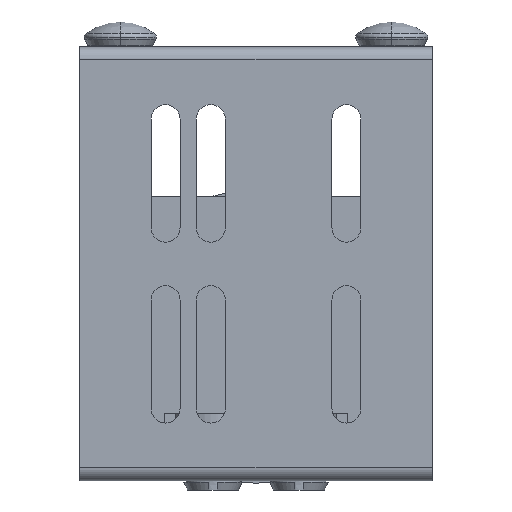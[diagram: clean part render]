
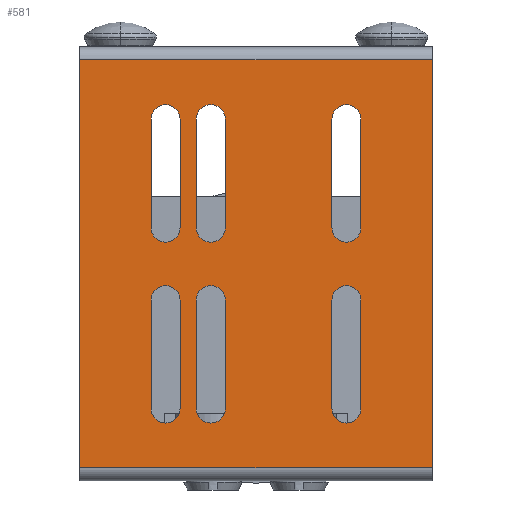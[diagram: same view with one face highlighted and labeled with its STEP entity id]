
A CAD part, left-side view. The second image highlights one B-rep face of the part: STEP entity #581.
In plain terms, the highlighted planar face has unit normal (-1, 0, 0).
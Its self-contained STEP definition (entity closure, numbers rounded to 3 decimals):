
#581=ADVANCED_FACE('',(#1584,#1585,#1586,#1587,#1588,#1589,#1590),#1591,.T.);
#1584=FACE_BOUND('',#3083,.T.);
#1585=FACE_BOUND('',#3084,.T.);
#1586=FACE_BOUND('',#3085,.T.);
#1587=FACE_BOUND('',#3086,.T.);
#1588=FACE_BOUND('',#3087,.T.);
#1589=FACE_BOUND('',#3088,.T.);
#1590=FACE_OUTER_BOUND('',#3089,.T.);
#1591=PLANE('',#3090);
#3083=EDGE_LOOP('',(#4826,#4827,#4828,#4829));
#3084=EDGE_LOOP('',(#4830,#4831,#4832,#4833));
#3085=EDGE_LOOP('',(#4834,#4835,#4836,#4837));
#3086=EDGE_LOOP('',(#4838,#4839,#4840,#4841));
#3087=EDGE_LOOP('',(#4842,#4843,#4844,#4845));
#3088=EDGE_LOOP('',(#4846,#4847,#4848,#4849));
#3089=EDGE_LOOP('',(#4850,#4851,#4852,#4853));
#3090=AXIS2_PLACEMENT_3D('',#4854,#4855,#4856);
#4826=ORIENTED_EDGE('',*,*,#8609,.T.);
#4827=ORIENTED_EDGE('',*,*,#8737,.T.);
#4828=ORIENTED_EDGE('',*,*,#8614,.T.);
#4829=ORIENTED_EDGE('',*,*,#8738,.T.);
#4830=ORIENTED_EDGE('',*,*,#8619,.T.);
#4831=ORIENTED_EDGE('',*,*,#8739,.T.);
#4832=ORIENTED_EDGE('',*,*,#8624,.T.);
#4833=ORIENTED_EDGE('',*,*,#8740,.T.);
#4834=ORIENTED_EDGE('',*,*,#8629,.T.);
#4835=ORIENTED_EDGE('',*,*,#8741,.T.);
#4836=ORIENTED_EDGE('',*,*,#8634,.T.);
#4837=ORIENTED_EDGE('',*,*,#8742,.T.);
#4838=ORIENTED_EDGE('',*,*,#8639,.T.);
#4839=ORIENTED_EDGE('',*,*,#8743,.T.);
#4840=ORIENTED_EDGE('',*,*,#8644,.T.);
#4841=ORIENTED_EDGE('',*,*,#8744,.T.);
#4842=ORIENTED_EDGE('',*,*,#8649,.T.);
#4843=ORIENTED_EDGE('',*,*,#8745,.T.);
#4844=ORIENTED_EDGE('',*,*,#8654,.T.);
#4845=ORIENTED_EDGE('',*,*,#8746,.T.);
#4846=ORIENTED_EDGE('',*,*,#8659,.T.);
#4847=ORIENTED_EDGE('',*,*,#8747,.T.);
#4848=ORIENTED_EDGE('',*,*,#8664,.T.);
#4849=ORIENTED_EDGE('',*,*,#8748,.T.);
#4850=ORIENTED_EDGE('',*,*,#8681,.T.);
#4851=ORIENTED_EDGE('',*,*,#8735,.F.);
#4852=ORIENTED_EDGE('',*,*,#8749,.F.);
#4853=ORIENTED_EDGE('',*,*,#8750,.T.);
#4854=CARTESIAN_POINT('',(0.0,39.0,48.));
#4855=DIRECTION('',(-1.0,0.0,0.0));
#4856=DIRECTION('',(0.0,0.0,-1.0));
#8609=EDGE_CURVE('',#10250,#10247,#10251,.T.);
#8614=EDGE_CURVE('',#10259,#10256,#10260,.T.);
#8619=EDGE_CURVE('',#10268,#10265,#10269,.T.);
#8624=EDGE_CURVE('',#10277,#10274,#10278,.T.);
#8629=EDGE_CURVE('',#10286,#10283,#10287,.T.);
#8634=EDGE_CURVE('',#10295,#10292,#10296,.T.);
#8639=EDGE_CURVE('',#10304,#10301,#10305,.T.);
#8644=EDGE_CURVE('',#10313,#10310,#10314,.T.);
#8649=EDGE_CURVE('',#10322,#10319,#10323,.T.);
#8654=EDGE_CURVE('',#10331,#10328,#10332,.T.);
#8659=EDGE_CURVE('',#10340,#10337,#10341,.T.);
#8664=EDGE_CURVE('',#10349,#10346,#10350,.T.);
#8681=EDGE_CURVE('',#10380,#10378,#10381,.T.);
#8735=EDGE_CURVE('',#10459,#10378,#10461,.T.);
#8737=EDGE_CURVE('',#10247,#10259,#10463,.T.);
#8738=EDGE_CURVE('',#10256,#10250,#10464,.T.);
#8739=EDGE_CURVE('',#10265,#10277,#10465,.T.);
#8740=EDGE_CURVE('',#10274,#10268,#10466,.T.);
#8741=EDGE_CURVE('',#10283,#10295,#10467,.T.);
#8742=EDGE_CURVE('',#10292,#10286,#10468,.T.);
#8743=EDGE_CURVE('',#10301,#10313,#10469,.T.);
#8744=EDGE_CURVE('',#10310,#10304,#10470,.T.);
#8745=EDGE_CURVE('',#10319,#10331,#10471,.T.);
#8746=EDGE_CURVE('',#10328,#10322,#10472,.T.);
#8747=EDGE_CURVE('',#10337,#10349,#10473,.T.);
#8748=EDGE_CURVE('',#10346,#10340,#10474,.T.);
#8749=EDGE_CURVE('',#10475,#10459,#10476,.T.);
#8750=EDGE_CURVE('',#10475,#10380,#10477,.T.);
#10247=VERTEX_POINT('',#12567);
#10250=VERTEX_POINT('',#12571);
#10251=CIRCLE('',#12572,3.2);
#10256=VERTEX_POINT('',#12578);
#10259=VERTEX_POINT('',#12582);
#10260=CIRCLE('',#12583,3.2);
#10265=VERTEX_POINT('',#12589);
#10268=VERTEX_POINT('',#12593);
#10269=CIRCLE('',#12594,3.2);
#10274=VERTEX_POINT('',#12600);
#10277=VERTEX_POINT('',#12604);
#10278=CIRCLE('',#12605,3.2);
#10283=VERTEX_POINT('',#12611);
#10286=VERTEX_POINT('',#12615);
#10287=CIRCLE('',#12616,3.2);
#10292=VERTEX_POINT('',#12622);
#10295=VERTEX_POINT('',#12626);
#10296=CIRCLE('',#12627,3.2);
#10301=VERTEX_POINT('',#12633);
#10304=VERTEX_POINT('',#12637);
#10305=CIRCLE('',#12638,3.2);
#10310=VERTEX_POINT('',#12644);
#10313=VERTEX_POINT('',#12648);
#10314=CIRCLE('',#12649,3.2);
#10319=VERTEX_POINT('',#12655);
#10322=VERTEX_POINT('',#12659);
#10323=CIRCLE('',#12660,3.2);
#10328=VERTEX_POINT('',#12666);
#10331=VERTEX_POINT('',#12670);
#10332=CIRCLE('',#12671,3.2);
#10337=VERTEX_POINT('',#12677);
#10340=VERTEX_POINT('',#12681);
#10341=CIRCLE('',#12682,3.2);
#10346=VERTEX_POINT('',#12688);
#10349=VERTEX_POINT('',#12692);
#10350=CIRCLE('',#12693,3.2);
#10378=VERTEX_POINT('',#12728);
#10380=VERTEX_POINT('',#12730);
#10381=LINE('',#12731,#12732);
#10459=VERTEX_POINT('',#12846);
#10461=LINE('',#12848,#12849);
#10463=LINE('',#12851,#12852);
#10464=LINE('',#12853,#12854);
#10465=LINE('',#12855,#12856);
#10466=LINE('',#12857,#12858);
#10467=LINE('',#12859,#12860);
#10468=LINE('',#12861,#12862);
#10469=LINE('',#12863,#12864);
#10470=LINE('',#12865,#12866);
#10471=LINE('',#12867,#12868);
#10472=LINE('',#12869,#12870);
#10473=LINE('',#12871,#12872);
#10474=LINE('',#12873,#12874);
#10475=VERTEX_POINT('',#12875);
#10476=LINE('',#12876,#12877);
#10477=LINE('',#12878,#12879);
#12567=CARTESIAN_POINT('',(0.0,16.8,40.));
#12571=CARTESIAN_POINT('',(0.0,23.2,40.));
#12572=AXIS2_PLACEMENT_3D('',#15663,#15664,#15665);
#12578=CARTESIAN_POINT('',(0.0,23.2,16.));
#12582=CARTESIAN_POINT('',(0.0,16.8,16.));
#12583=AXIS2_PLACEMENT_3D('',#15671,#15672,#15673);
#12589=CARTESIAN_POINT('',(0.0,16.8,80.));
#12593=CARTESIAN_POINT('',(0.0,23.2,80.));
#12594=AXIS2_PLACEMENT_3D('',#15679,#15680,#15681);
#12600=CARTESIAN_POINT('',(0.0,23.2,56.));
#12604=CARTESIAN_POINT('',(0.0,16.8,56.));
#12605=AXIS2_PLACEMENT_3D('',#15687,#15688,#15689);
#12611=CARTESIAN_POINT('',(0.0,-23.2,40.));
#12615=CARTESIAN_POINT('',(0.0,-16.8,40.));
#12616=AXIS2_PLACEMENT_3D('',#15695,#15696,#15697);
#12622=CARTESIAN_POINT('',(0.0,-16.8,16.));
#12626=CARTESIAN_POINT('',(0.0,-23.2,16.));
#12627=AXIS2_PLACEMENT_3D('',#15703,#15704,#15705);
#12633=CARTESIAN_POINT('',(0.0,-23.2,80.));
#12637=CARTESIAN_POINT('',(0.0,-16.8,80.));
#12638=AXIS2_PLACEMENT_3D('',#15711,#15712,#15713);
#12644=CARTESIAN_POINT('',(0.0,-16.8,56.));
#12648=CARTESIAN_POINT('',(0.0,-23.2,56.));
#12649=AXIS2_PLACEMENT_3D('',#15719,#15720,#15721);
#12655=CARTESIAN_POINT('',(0.0,6.8,40.));
#12659=CARTESIAN_POINT('',(0.0,13.2,40.));
#12660=AXIS2_PLACEMENT_3D('',#15727,#15728,#15729);
#12666=CARTESIAN_POINT('',(0.0,13.2,16.));
#12670=CARTESIAN_POINT('',(0.0,6.8,16.));
#12671=AXIS2_PLACEMENT_3D('',#15735,#15736,#15737);
#12677=CARTESIAN_POINT('',(0.0,6.8,80.));
#12681=CARTESIAN_POINT('',(0.0,13.2,80.));
#12682=AXIS2_PLACEMENT_3D('',#15743,#15744,#15745);
#12688=CARTESIAN_POINT('',(0.0,13.2,56.));
#12692=CARTESIAN_POINT('',(0.0,6.8,56.));
#12693=AXIS2_PLACEMENT_3D('',#15751,#15752,#15753);
#12728=CARTESIAN_POINT('',(0.0,-39.0,93.12));
#12730=CARTESIAN_POINT('',(0.,-39.0,2.88));
#12731=CARTESIAN_POINT('',(0.0,-39.0,2.88));
#12732=VECTOR('',#15779,1.0);
#12846=CARTESIAN_POINT('',(0.0,39.0,93.12));
#12848=CARTESIAN_POINT('',(0.0,39.0,93.12));
#12849=VECTOR('',#15846,1.0);
#12851=CARTESIAN_POINT('',(0.0,16.8,41.));
#12852=VECTOR('',#15847,1.0);
#12853=CARTESIAN_POINT('',(0.0,23.2,38.));
#12854=VECTOR('',#15848,1.0);
#12855=CARTESIAN_POINT('',(0.0,16.8,61.));
#12856=VECTOR('',#15849,1.0);
#12857=CARTESIAN_POINT('',(0.0,23.2,58.));
#12858=VECTOR('',#15850,1.0);
#12859=CARTESIAN_POINT('',(0.0,-23.2,41.));
#12860=VECTOR('',#15851,1.0);
#12861=CARTESIAN_POINT('',(0.0,-16.8,38.));
#12862=VECTOR('',#15852,1.0);
#12863=CARTESIAN_POINT('',(0.0,-23.2,61.));
#12864=VECTOR('',#15853,1.0);
#12865=CARTESIAN_POINT('',(0.0,-16.8,58.));
#12866=VECTOR('',#15854,1.0);
#12867=CARTESIAN_POINT('',(0.0,6.8,41.));
#12868=VECTOR('',#15855,1.0);
#12869=CARTESIAN_POINT('',(0.0,13.2,38.));
#12870=VECTOR('',#15856,1.0);
#12871=CARTESIAN_POINT('',(0.0,6.8,61.));
#12872=VECTOR('',#15857,1.0);
#12873=CARTESIAN_POINT('',(0.0,13.2,58.));
#12874=VECTOR('',#15858,1.0);
#12875=CARTESIAN_POINT('',(0.,39.0,2.88));
#12876=CARTESIAN_POINT('',(0.0,39.0,2.88));
#12877=VECTOR('',#15859,1.0);
#12878=CARTESIAN_POINT('',(0.,39.0,2.88));
#12879=VECTOR('',#15860,1.0);
#15663=CARTESIAN_POINT('',(0.0,20.0,40.));
#15664=DIRECTION('',(1.0,-0.0,0.0));
#15665=DIRECTION('',(0.0,1.,0.));
#15671=CARTESIAN_POINT('',(0.0,20.0,16.));
#15672=DIRECTION('',(1.0,0.0,-0.0));
#15673=DIRECTION('',(0.0,-1.,0.));
#15679=CARTESIAN_POINT('',(0.0,20.0,80.));
#15680=DIRECTION('',(1.0,-0.0,0.0));
#15681=DIRECTION('',(0.0,1.,0.));
#15687=CARTESIAN_POINT('',(0.0,20.0,56.));
#15688=DIRECTION('',(1.0,0.0,-0.0));
#15689=DIRECTION('',(0.0,-1.,0.));
#15695=CARTESIAN_POINT('',(0.0,-20.0,40.));
#15696=DIRECTION('',(1.0,-0.0,0.0));
#15697=DIRECTION('',(0.0,1.,0.));
#15703=CARTESIAN_POINT('',(0.0,-20.0,16.));
#15704=DIRECTION('',(1.0,0.0,-0.0));
#15705=DIRECTION('',(0.0,-1.,0.));
#15711=CARTESIAN_POINT('',(0.0,-20.0,80.));
#15712=DIRECTION('',(1.0,-0.0,0.0));
#15713=DIRECTION('',(0.0,1.,0.));
#15719=CARTESIAN_POINT('',(0.0,-20.0,56.));
#15720=DIRECTION('',(1.0,0.0,-0.0));
#15721=DIRECTION('',(0.0,-1.,0.));
#15727=CARTESIAN_POINT('',(0.0,10.0,40.));
#15728=DIRECTION('',(1.0,-0.0,0.0));
#15729=DIRECTION('',(0.0,1.,0.));
#15735=CARTESIAN_POINT('',(0.0,10.0,16.));
#15736=DIRECTION('',(1.0,0.0,-0.0));
#15737=DIRECTION('',(0.0,-1.,0.));
#15743=CARTESIAN_POINT('',(0.0,10.0,80.));
#15744=DIRECTION('',(1.0,-0.0,0.0));
#15745=DIRECTION('',(0.0,1.,0.));
#15751=CARTESIAN_POINT('',(0.0,10.0,56.));
#15752=DIRECTION('',(1.0,0.0,-0.0));
#15753=DIRECTION('',(0.0,-1.,0.));
#15779=DIRECTION('',(0.0,0.0,1.0));
#15846=DIRECTION('',(0.0,-1.0,0.0));
#15847=DIRECTION('',(-0.0,-0.0,-1.0));
#15848=DIRECTION('',(0.0,-0.0,1.0));
#15849=DIRECTION('',(-0.0,-0.0,-1.0));
#15850=DIRECTION('',(0.0,-0.0,1.0));
#15851=DIRECTION('',(-0.0,-0.0,-1.0));
#15852=DIRECTION('',(0.0,-0.0,1.0));
#15853=DIRECTION('',(-0.0,-0.0,-1.0));
#15854=DIRECTION('',(0.0,-0.0,1.0));
#15855=DIRECTION('',(-0.0,-0.0,-1.0));
#15856=DIRECTION('',(0.0,-0.0,1.0));
#15857=DIRECTION('',(-0.0,-0.0,-1.0));
#15858=DIRECTION('',(0.0,-0.0,1.0));
#15859=DIRECTION('',(0.0,0.0,1.0));
#15860=DIRECTION('',(0.0,-1.0,0.0));
